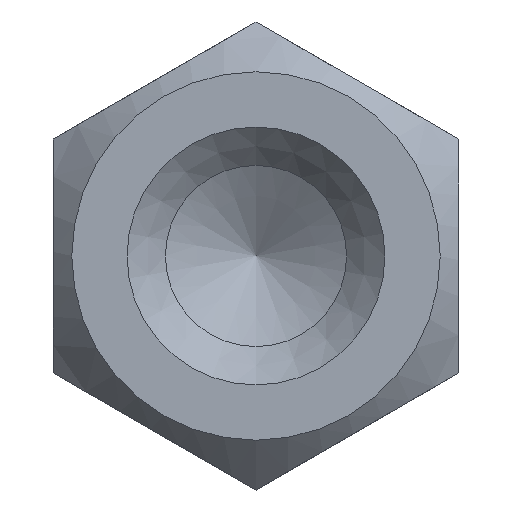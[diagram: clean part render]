
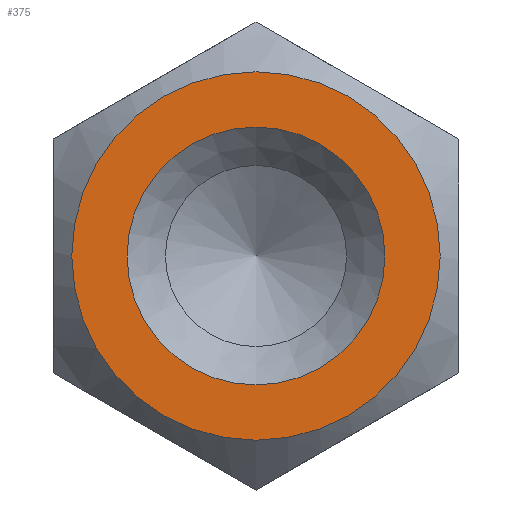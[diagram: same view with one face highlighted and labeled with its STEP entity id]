
A CAD part, left-side view. The second image highlights one B-rep face of the part: STEP entity #375.
In plain terms, the highlighted planar face has unit normal (-1, 0, 0).
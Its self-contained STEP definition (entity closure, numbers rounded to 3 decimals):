
#57=PLANE('',#403);
#101=ORIENTED_EDGE('',*,*,#138,.F.);
#102=ORIENTED_EDGE('',*,*,#137,.T.);
#137=EDGE_CURVE('',#159,#159,#170,.T.);
#138=EDGE_CURVE('',#160,#160,#171,.T.);
#159=VERTEX_POINT('',#578);
#160=VERTEX_POINT('',#581);
#170=CIRCLE('',#402,2.5);
#171=CIRCLE('',#404,1.75);
#190=EDGE_LOOP('',(#101));
#191=EDGE_LOOP('',(#102));
#218=FACE_BOUND('',#190,.T.);
#219=FACE_BOUND('',#191,.T.);
#375=ADVANCED_FACE('',(#218,#219),#57,.F.);
#402=AXIS2_PLACEMENT_3D('',#577,#452,#453);
#403=AXIS2_PLACEMENT_3D('',#579,#454,#455);
#404=AXIS2_PLACEMENT_3D('',#580,#456,#457);
#452=DIRECTION('',(-1.,0.,0.));
#453=DIRECTION('',(0.,0.,1.));
#454=DIRECTION('',(1.,0.,0.));
#455=DIRECTION('',(0.,0.,-1.));
#456=DIRECTION('',(-1.,0.,0.));
#457=DIRECTION('',(0.,0.,1.));
#577=CARTESIAN_POINT('',(-15.,0.,0.));
#578=CARTESIAN_POINT('',(-15.,0.,2.5));
#579=CARTESIAN_POINT('',(-15.,0.,0.));
#580=CARTESIAN_POINT('',(-15.,0.,0.));
#581=CARTESIAN_POINT('',(-15.,0.,1.75));
